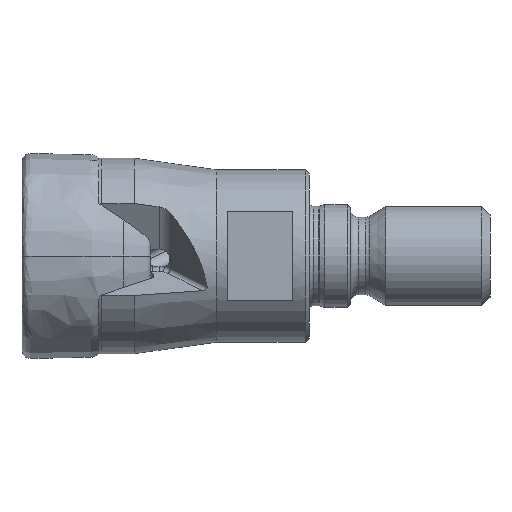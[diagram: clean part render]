
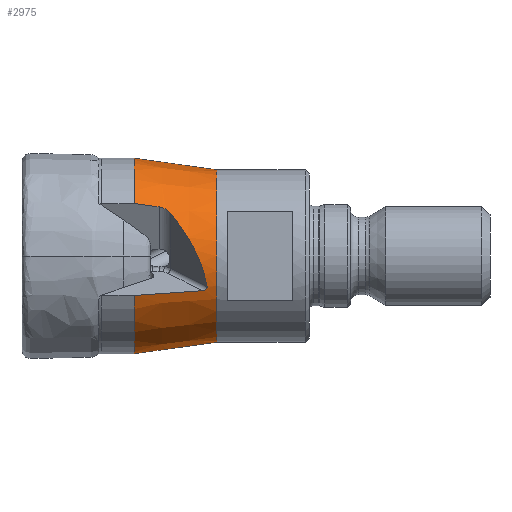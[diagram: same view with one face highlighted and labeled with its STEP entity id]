
A CAD part, front view. The second image highlights one B-rep face of the part: STEP entity #2975.
In plain terms, the highlighted conical face has half-angle 7.97 degrees and reference radius 10.5 mm.
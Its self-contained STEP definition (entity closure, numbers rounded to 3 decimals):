
#2 = CARTESIAN_POINT ( 'NONE',  ( 23., 0., 0. ) ) ;
#18 = CARTESIAN_POINT ( 'NONE',  ( 21.842, -9.943, -3.851 ) ) ;
#93 = EDGE_CURVE ( 'NONE', #397, #4808, #2243, .T. ) ;
#140 = ORIENTED_EDGE ( 'NONE', *, *, #3952, .T. ) ;
#220 = VECTOR ( 'NONE', #4353, 1000. ) ;
#286 = CARTESIAN_POINT ( 'NONE',  ( 16.573, -0.139, -11.399 ) ) ;
#336 = DIRECTION ( 'NONE',  ( 0., 0., 1. ) ) ;
#351 = ORIENTED_EDGE ( 'NONE', *, *, #525, .F. ) ;
#358 = DIRECTION ( 'NONE',  ( -1., 0., 0. ) ) ;
#373 = ORIENTED_EDGE ( 'NONE', *, *, #1523, .T. ) ;
#397 = VERTEX_POINT ( 'NONE', #2740 ) ;
#411 = CARTESIAN_POINT ( 'NONE',  ( 21.852, -9.968, -3.782 ) ) ;
#413 = DIRECTION ( 'NONE',  ( -1., 0., 0. ) ) ;
#495 = EDGE_CURVE ( 'NONE', #1231, #2771, #2001, .T. ) ;
#525 = EDGE_CURVE ( 'NONE', #5241, #1231, #4492, .T. ) ;
#550 = CIRCLE ( 'NONE', #2902, 10.5 ) ;
#579 = CARTESIAN_POINT ( 'NONE',  ( 23., 0., -10.5 ) ) ;
#595 = CARTESIAN_POINT ( 'NONE',  ( 16., -9.802, 5.977 ) ) ;
#646 = B_SPLINE_CURVE_WITH_KNOTS ( 'NONE', 3,
 ( #1965, #668, #1557, #3774, #1162, #5554, #5539, #1100, #4670, #4685 ),
 .UNSPECIFIED., .F., .F.,
 ( 4, 2, 2, 2, 4 ),
 ( 0., 0., 0.001, 0.001, 0.002 ),
 .UNSPECIFIED. ) ;
#668 = CARTESIAN_POINT ( 'NONE',  ( 17.327, -9.98, 5.288 ) ) ;
#681 = ORIENTED_EDGE ( 'NONE', *, *, #829, .T. ) ;
#702 = CARTESIAN_POINT ( 'NONE',  ( 16.706, -0.077, -11.381 ) ) ;
#829 = EDGE_CURVE ( 'NONE', #3252, #5109, #550, .T. ) ;
#888 = CARTESIAN_POINT ( 'NONE',  ( 21.739, -9.886, -4.033 ) ) ;
#932 = B_SPLINE_CURVE_WITH_KNOTS ( 'NONE', 3,
 ( #3110, #411, #18, #3074, #888, #1311, #2700, #3581 ),
 .UNSPECIFIED., .F., .F.,
 ( 4, 2, 2, 4 ),
 ( 0., 0., 0., 0.001 ),
 .UNSPECIFIED. ) ;
#955 = ORIENTED_EDGE ( 'NONE', *, *, #2389, .F. ) ;
#1022 = CARTESIAN_POINT ( 'NONE',  ( 21.841, -9.994, -3.715 ) ) ;
#1100 = CARTESIAN_POINT ( 'NONE',  ( 16.279, -9.788, 5.924 ) ) ;
#1103 = CARTESIAN_POINT ( 'NONE',  ( 23., 0., 10.5 ) ) ;
#1162 = CARTESIAN_POINT ( 'NONE',  ( 16.91, -9.854, 5.639 ) ) ;
#1165 = ORIENTED_EDGE ( 'NONE', *, *, #3917, .T. ) ;
#1170 = VERTEX_POINT ( 'NONE', #4785 ) ;
#1231 = VERTEX_POINT ( 'NONE', #2133 ) ;
#1311 = CARTESIAN_POINT ( 'NONE',  ( 21.572, -9.856, -4.167 ) ) ;
#1477 = CARTESIAN_POINT ( 'NONE',  ( 16., -0.275, -11.477 ) ) ;
#1523 = EDGE_CURVE ( 'NONE', #5109, #2771, #2846, .T. ) ;
#1557 = CARTESIAN_POINT ( 'NONE',  ( 17.232, -9.944, 5.384 ) ) ;
#1562 = CARTESIAN_POINT ( 'NONE',  ( 21.841, -9.994, -3.715 ) ) ;
#1581 = EDGE_CURVE ( 'NONE', #2057, #5241, #646, .T. ) ;
#1602 = ORIENTED_EDGE ( 'NONE', *, *, #1846, .F. ) ;
#1665 = ORIENTED_EDGE ( 'NONE', *, *, #2026, .F. ) ;
#1700 = AXIS2_PLACEMENT_3D ( 'NONE', #3585, #3135, #2253 ) ;
#1735 = ORIENTED_EDGE ( 'NONE', *, *, #1581, .F. ) ;
#1739 = CARTESIAN_POINT ( 'NONE',  ( 13., 0., 0. ) ) ;
#1846 = EDGE_CURVE ( 'NONE', #5130, #2057, #4337, .T. ) ;
#1942 = CARTESIAN_POINT ( 'NONE',  ( 21.386, -11.134, -0.832 ) ) ;
#1965 = CARTESIAN_POINT ( 'NONE',  ( 17.414, -10.02, 5.184 ) ) ;
#2001 = CIRCLE ( 'NONE', #1700, 11.9 ) ;
#2002 = VERTEX_POINT ( 'NONE', #4780 ) ;
#2026 = EDGE_CURVE ( 'NONE', #2002, #2929, #2698, .T. ) ;
#2057 = VERTEX_POINT ( 'NONE', #4792 ) ;
#2133 = CARTESIAN_POINT ( 'NONE',  ( 13., -10.04, 6.389 ) ) ;
#2216 = DIRECTION ( 'NONE',  ( 0., 0., 1. ) ) ;
#2243 = B_SPLINE_CURVE_WITH_KNOTS ( 'NONE', 3,
 ( #5100, #702, #286, #4258, #2459, #5495 ),
 .UNSPECIFIED., .F., .F.,
 ( 4, 2, 4 ),
 ( 0.001, 0.001, 0.002 ),
 .UNSPECIFIED. ) ;
#2253 = DIRECTION ( 'NONE',  ( 0., 0., 1. ) ) ;
#2364 = CARTESIAN_POINT ( 'NONE',  ( 17.414, -10.02, 5.184 ) ) ;
#2389 = EDGE_CURVE ( 'NONE', #4808, #2002, #3131, .T. ) ;
#2459 = CARTESIAN_POINT ( 'NONE',  ( 16.148, -0.263, -11.456 ) ) ;
#2620 = CARTESIAN_POINT ( 'NONE',  ( 21.285, -9.875, -4.223 ) ) ;
#2653 = CARTESIAN_POINT ( 'NONE',  ( 16., -0.275, -11.477 ) ) ;
#2665 = CARTESIAN_POINT ( 'NONE',  ( 15.762, -10.549, -4.613 ) ) ;
#2698 = CIRCLE ( 'NONE', #5151, 11.9 ) ;
#2700 = CARTESIAN_POINT ( 'NONE',  ( 21.428, -9.857, -4.213 ) ) ;
#2740 = CARTESIAN_POINT ( 'NONE',  ( 16.833, 0., -11.363 ) ) ;
#2771 = VERTEX_POINT ( 'NONE', #4193 ) ;
#2779 = ORIENTED_EDGE ( 'NONE', *, *, #3350, .F. ) ;
#2846 = LINE ( 'NONE', #5683, #220 ) ;
#2902 = AXIS2_PLACEMENT_3D ( 'NONE', #3109, #3559, #2216 ) ;
#2918 = EDGE_LOOP ( 'NONE', ( #2779, #681, #373, #5674, #351, #1735, #1602, #1165, #140, #1665, #955, #3615 ) ) ;
#2929 = VERTEX_POINT ( 'NONE', #3846 ) ;
#2975 = ADVANCED_FACE ( 'NONE', ( #3929 ), #5649, .T. ) ;
#3074 = CARTESIAN_POINT ( 'NONE',  ( 21.786, -9.902, -3.976 ) ) ;
#3090 = CARTESIAN_POINT ( 'NONE',  ( 13., -10.886, -4.807 ) ) ;
#3109 = CARTESIAN_POINT ( 'NONE',  ( 23., 0., 0. ) ) ;
#3110 = CARTESIAN_POINT ( 'NONE',  ( 21.841, -9.994, -3.715 ) ) ;
#3131 = B_SPLINE_CURVE_WITH_KNOTS ( 'NONE', 3,
 ( #1477, #3749, #4203, #5467 ),
 .UNSPECIFIED., .F., .F.,
 ( 4, 4 ),
 ( 0., 0.003 ),
 .UNSPECIFIED. ) ;
#3135 = DIRECTION ( 'NONE',  ( -1., 0., 0. ) ) ;
#3252 = VERTEX_POINT ( 'NONE', #579 ) ;
#3350 = EDGE_CURVE ( 'NONE', #3252, #397, #4266, .T. ) ;
#3501 = CARTESIAN_POINT ( 'NONE',  ( 18.523, -10.212, -4.418 ) ) ;
#3559 = DIRECTION ( 'NONE',  ( -1., 0., 0. ) ) ;
#3581 = CARTESIAN_POINT ( 'NONE',  ( 21.285, -9.875, -4.223 ) ) ;
#3585 = CARTESIAN_POINT ( 'NONE',  ( 13., 0., 0. ) ) ;
#3615 = ORIENTED_EDGE ( 'NONE', *, *, #93, .F. ) ;
#3697 = CARTESIAN_POINT ( 'NONE',  ( 15., -9.881, 6.115 ) ) ;
#3749 = CARTESIAN_POINT ( 'NONE',  ( 15., -0.355, -11.615 ) ) ;
#3774 = CARTESIAN_POINT ( 'NONE',  ( 17.024, -9.881, 5.559 ) ) ;
#3846 = CARTESIAN_POINT ( 'NONE',  ( 13., -10.886, -4.807 ) ) ;
#3863 = CARTESIAN_POINT ( 'NONE',  ( 16., -9.802, 5.977 ) ) ;
#3917 = EDGE_CURVE ( 'NONE', #5130, #1170, #932, .T. ) ;
#3929 = FACE_OUTER_BOUND ( 'NONE', #2918, .T. ) ;
#3952 = EDGE_CURVE ( 'NONE', #1170, #2929, #4192, .T. ) ;
#4170 = CARTESIAN_POINT ( 'NONE',  ( 23., 0., -10.5 ) ) ;
#4192 = B_SPLINE_CURVE_WITH_KNOTS ( 'NONE', 3,
 ( #2620, #3501, #2665, #3090 ),
 .UNSPECIFIED., .F., .F.,
 ( 4, 4 ),
 ( 0.002, 0.01 ),
 .UNSPECIFIED. ) ;
#4193 = CARTESIAN_POINT ( 'NONE',  ( 13., 0., 11.9 ) ) ;
#4203 = CARTESIAN_POINT ( 'NONE',  ( 14., -0.434, -11.752 ) ) ;
#4258 = CARTESIAN_POINT ( 'NONE',  ( 16.295, -0.233, -11.436 ) ) ;
#4266 = LINE ( 'NONE', #4170, #4760 ) ;
#4337 =( BOUNDED_CURVE ( )  B_SPLINE_CURVE ( 3, ( #1022, #1942, #4583, #2364 ),
 .UNSPECIFIED., .F., .F. ) 
 B_SPLINE_CURVE_WITH_KNOTS ( ( 4, 4 ),
 ( 3.287, 4.029 ),
 .UNSPECIFIED. ) 
 CURVE ( )  GEOMETRIC_REPRESENTATION_ITEM ( )  RATIONAL_B_SPLINE_CURVE ( ( 1., 0.955, 0.955, 1. ) ) 
 REPRESENTATION_ITEM ( '' )  );
#4353 = DIRECTION ( 'NONE',  ( -0.99, 0., 0.139 ) ) ;
#4358 = DIRECTION ( 'NONE',  ( 0., 0., 1. ) ) ;
#4492 = B_SPLINE_CURVE_WITH_KNOTS ( 'NONE', 3,
 ( #595, #3697, #5470, #4588 ),
 .UNSPECIFIED., .F., .F.,
 ( 4, 4 ),
 ( 0., 0.003 ),
 .UNSPECIFIED. ) ;
#4583 = CARTESIAN_POINT ( 'NONE',  ( 19.841, -11.143, 2.275 ) ) ;
#4588 = CARTESIAN_POINT ( 'NONE',  ( 13., -10.04, 6.389 ) ) ;
#4670 = CARTESIAN_POINT ( 'NONE',  ( 16.14, -9.79, 5.957 ) ) ;
#4685 = CARTESIAN_POINT ( 'NONE',  ( 16., -9.802, 5.977 ) ) ;
#4760 = VECTOR ( 'NONE', #5552, 1000. ) ;
#4780 = CARTESIAN_POINT ( 'NONE',  ( 13., -0.513, -11.889 ) ) ;
#4785 = CARTESIAN_POINT ( 'NONE',  ( 21.285, -9.875, -4.223 ) ) ;
#4792 = CARTESIAN_POINT ( 'NONE',  ( 17.414, -10.02, 5.184 ) ) ;
#4808 = VERTEX_POINT ( 'NONE', #2653 ) ;
#5100 = CARTESIAN_POINT ( 'NONE',  ( 16.833, 0., -11.363 ) ) ;
#5109 = VERTEX_POINT ( 'NONE', #1103 ) ;
#5130 = VERTEX_POINT ( 'NONE', #1562 ) ;
#5151 = AXIS2_PLACEMENT_3D ( 'NONE', #1739, #358, #336 ) ;
#5241 = VERTEX_POINT ( 'NONE', #3863 ) ;
#5381 = AXIS2_PLACEMENT_3D ( 'NONE', #2, #413, #4358 ) ;
#5467 = CARTESIAN_POINT ( 'NONE',  ( 13., -0.513, -11.889 ) ) ;
#5470 = CARTESIAN_POINT ( 'NONE',  ( 14., -9.961, 6.252 ) ) ;
#5495 = CARTESIAN_POINT ( 'NONE',  ( 16., -0.275, -11.477 ) ) ;
#5539 = CARTESIAN_POINT ( 'NONE',  ( 16.542, -9.8, 5.833 ) ) ;
#5552 = DIRECTION ( 'NONE',  ( -0.99, 0., -0.139 ) ) ;
#5554 = CARTESIAN_POINT ( 'NONE',  ( 16.668, -9.813, 5.776 ) ) ;
#5649 = CONICAL_SURFACE ( 'NONE', #5381, 10.5, 0.139 ) ;
#5674 = ORIENTED_EDGE ( 'NONE', *, *, #495, .F. ) ;
#5683 = CARTESIAN_POINT ( 'NONE',  ( 23., 0., 10.5 ) ) ;
